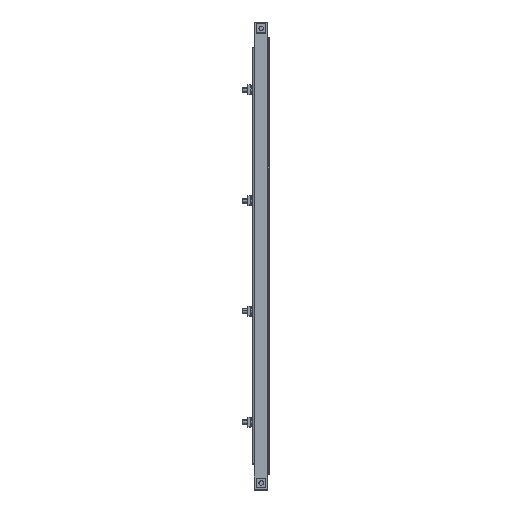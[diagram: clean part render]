
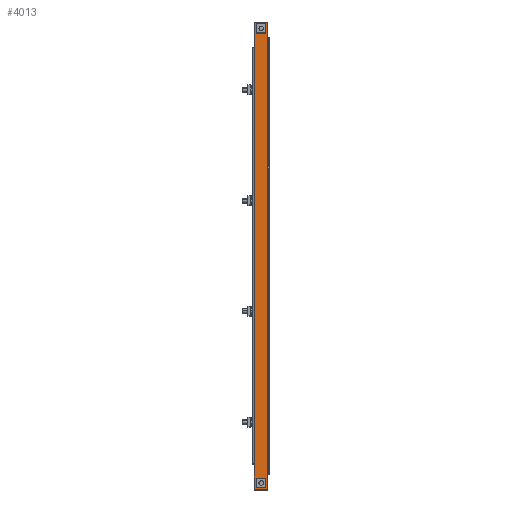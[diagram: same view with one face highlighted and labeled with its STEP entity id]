
A CAD part, top view. The second image highlights one B-rep face of the part: STEP entity #4013.
In plain terms, the highlighted face is planar.
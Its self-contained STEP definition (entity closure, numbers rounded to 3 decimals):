
#303 = EDGE_LOOP ( 'NONE', ( #595, #393, #1117, #2168 ) ) ;
#308 = CARTESIAN_POINT ( 'NONE',  ( 0., 6.25, -629.1 ) ) ;
#393 = ORIENTED_EDGE ( 'NONE', *, *, #604, .T. ) ;
#595 = ORIENTED_EDGE ( 'NONE', *, *, #1196, .T. ) ;
#604 = EDGE_CURVE ( 'NONE', #1208, #8221, #2797, .T. ) ;
#613 = CARTESIAN_POINT ( 'NONE',  ( 0., 2.5, -633. ) ) ;
#650 = CARTESIAN_POINT ( 'NONE',  ( 0., 20.5, -35. ) ) ;
#730 = CARTESIAN_POINT ( 'NONE',  ( 0., 6.25, -619.6 ) ) ;
#765 = DIRECTION ( 'NONE',  ( 0., 1., 0. ) ) ;
#770 = CARTESIAN_POINT ( 'NONE',  ( 0., 2.5, -21. ) ) ;
#772 = ORIENTED_EDGE ( 'NONE', *, *, #7957, .T. ) ;
#815 = CARTESIAN_POINT ( 'NONE',  ( 0., 0., -633. ) ) ;
#1095 = VERTEX_POINT ( 'NONE', #5674 ) ;
#1107 = CARTESIAN_POINT ( 'NONE',  ( 0., 6.25, -3.9 ) ) ;
#1117 = ORIENTED_EDGE ( 'NONE', *, *, #7131, .T. ) ;
#1196 = EDGE_CURVE ( 'NONE', #5387, #1208, #3216, .T. ) ;
#1199 = CARTESIAN_POINT ( 'NONE',  ( 0., 2.5, -633. ) ) ;
#1208 = VERTEX_POINT ( 'NONE', #5161 ) ;
#1296 = DIRECTION ( 'NONE',  ( -1., 0., 0. ) ) ;
#1350 = VERTEX_POINT ( 'NONE', #5968 ) ;
#1438 = CARTESIAN_POINT ( 'NONE',  ( 0., 15.75, -629.1 ) ) ;
#1584 = EDGE_CURVE ( 'NONE', #1095, #1350, #7163, .T. ) ;
#1763 = LINE ( 'NONE', #4508, #3993 ) ;
#1926 = VERTEX_POINT ( 'NONE', #8406 ) ;
#2061 = EDGE_CURVE ( 'NONE', #1926, #1095, #2617, .T. ) ;
#2125 = LINE ( 'NONE', #815, #5377 ) ;
#2141 = EDGE_CURVE ( 'NONE', #2248, #5375, #5508, .T. ) ;
#2168 = ORIENTED_EDGE ( 'NONE', *, *, #8293, .T. ) ;
#2186 = ORIENTED_EDGE ( 'NONE', *, *, #1584, .T. ) ;
#2231 = ORIENTED_EDGE ( 'NONE', *, *, #2141, .F. ) ;
#2248 = VERTEX_POINT ( 'NONE', #770 ) ;
#2406 = EDGE_LOOP ( 'NONE', ( #5942, #4561, #4208, #772, #2672, #7309, #2231, #5008 ) ) ;
#2407 = CARTESIAN_POINT ( 'NONE',  ( 0., 6.25, -629.1 ) ) ;
#2443 = VERTEX_POINT ( 'NONE', #730 ) ;
#2490 = VERTEX_POINT ( 'NONE', #650 ) ;
#2570 = CARTESIAN_POINT ( 'NONE',  ( 0., 15.75, -13.4 ) ) ;
#2605 = DIRECTION ( 'NONE',  ( 0., 0., -1. ) ) ;
#2613 = CARTESIAN_POINT ( 'NONE',  ( 0., 20.5, -633. ) ) ;
#2617 = LINE ( 'NONE', #2570, #5903 ) ;
#2672 = ORIENTED_EDGE ( 'NONE', *, *, #3171, .F. ) ;
#2729 = FACE_BOUND ( 'NONE', #6650, .T. ) ;
#2780 = VECTOR ( 'NONE', #4467, 1000. ) ;
#2794 = VECTOR ( 'NONE', #7079, 1000. ) ;
#2797 = LINE ( 'NONE', #1438, #8220 ) ;
#2877 = VECTOR ( 'NONE', #8093, 1000. ) ;
#3032 = DIRECTION ( 'NONE',  ( 0., 0., -1. ) ) ;
#3132 = EDGE_CURVE ( 'NONE', #4691, #5375, #1763, .T. ) ;
#3157 = CARTESIAN_POINT ( 'NONE',  ( 0., 15.75, -3.9 ) ) ;
#3171 = EDGE_CURVE ( 'NONE', #4691, #2490, #3673, .T. ) ;
#3216 = LINE ( 'NONE', #4605, #3410 ) ;
#3277 = DIRECTION ( 'NONE',  ( 0., 0., 1. ) ) ;
#3347 = CARTESIAN_POINT ( 'NONE',  ( 0., 0., 0. ) ) ;
#3385 = FACE_BOUND ( 'NONE', #303, .T. ) ;
#3410 = VECTOR ( 'NONE', #2605, 1000. ) ;
#3466 = VECTOR ( 'NONE', #7076, 1000. ) ;
#3475 = CARTESIAN_POINT ( 'NONE',  ( 0., 15.75, -3.9 ) ) ;
#3483 = DIRECTION ( 'NONE',  ( 0., 1., 0. ) ) ;
#3506 = ORIENTED_EDGE ( 'NONE', *, *, #5981, .T. ) ;
#3572 = DIRECTION ( 'NONE',  ( 0., -1., 0. ) ) ;
#3601 = LINE ( 'NONE', #3475, #6902 ) ;
#3651 = EDGE_CURVE ( 'NONE', #4828, #6575, #2125, .T. ) ;
#3673 = LINE ( 'NONE', #6476, #5781 ) ;
#3691 = ORIENTED_EDGE ( 'NONE', *, *, #2061, .T. ) ;
#3809 = CARTESIAN_POINT ( 'NONE',  ( 0., 20.5, -598. ) ) ;
#3993 = VECTOR ( 'NONE', #5154, 1000. ) ;
#4002 = CARTESIAN_POINT ( 'NONE',  ( 0., 15.75, -619.6 ) ) ;
#4013 = ADVANCED_FACE ( 'NONE', ( #2729, #3385, #6622 ), #4734, .F. ) ;
#4037 = CARTESIAN_POINT ( 'NONE',  ( 0., 2.5, -633. ) ) ;
#4208 = ORIENTED_EDGE ( 'NONE', *, *, #5222, .T. ) ;
#4292 = EDGE_CURVE ( 'NONE', #5750, #2248, #8337, .T. ) ;
#4358 = VECTOR ( 'NONE', #5011, 1000. ) ;
#4467 = DIRECTION ( 'NONE',  ( 0., 0., 1. ) ) ;
#4508 = CARTESIAN_POINT ( 'NONE',  ( 0., 0., 0. ) ) ;
#4561 = ORIENTED_EDGE ( 'NONE', *, *, #3651, .T. ) ;
#4605 = CARTESIAN_POINT ( 'NONE',  ( 0., 15.75, -629.1 ) ) ;
#4620 = LINE ( 'NONE', #613, #8205 ) ;
#4691 = VERTEX_POINT ( 'NONE', #7117 ) ;
#4734 = PLANE ( 'NONE',  #7150 ) ;
#4828 = VERTEX_POINT ( 'NONE', #5355 ) ;
#5008 = ORIENTED_EDGE ( 'NONE', *, *, #4292, .F. ) ;
#5011 = DIRECTION ( 'NONE',  ( 0., 0., 1. ) ) ;
#5105 = LINE ( 'NONE', #8326, #8027 ) ;
#5154 = DIRECTION ( 'NONE',  ( 0., -1., 0. ) ) ;
#5161 = CARTESIAN_POINT ( 'NONE',  ( 0., 15.75, -629.1 ) ) ;
#5173 = DIRECTION ( 'NONE',  ( 0., -1., 0. ) ) ;
#5185 = LINE ( 'NONE', #2407, #3466 ) ;
#5222 = EDGE_CURVE ( 'NONE', #6575, #5567, #6984, .T. ) ;
#5355 = CARTESIAN_POINT ( 'NONE',  ( 0., 2.5, -633. ) ) ;
#5375 = VERTEX_POINT ( 'NONE', #7153 ) ;
#5377 = VECTOR ( 'NONE', #3483, 1000. ) ;
#5387 = VERTEX_POINT ( 'NONE', #4002 ) ;
#5395 = EDGE_CURVE ( 'NONE', #4828, #5750, #4620, .T. ) ;
#5508 = LINE ( 'NONE', #4037, #2877 ) ;
#5567 = VERTEX_POINT ( 'NONE', #3809 ) ;
#5578 = VECTOR ( 'NONE', #5748, 1000. ) ;
#5674 = CARTESIAN_POINT ( 'NONE',  ( 0., 6.25, -13.4 ) ) ;
#5700 = LINE ( 'NONE', #3157, #2794 ) ;
#5748 = DIRECTION ( 'NONE',  ( 0., 0., 1. ) ) ;
#5750 = VERTEX_POINT ( 'NONE', #6655 ) ;
#5781 = VECTOR ( 'NONE', #3032, 1000. ) ;
#5867 = DIRECTION ( 'NONE',  ( 0., 0., 1. ) ) ;
#5903 = VECTOR ( 'NONE', #5173, 1000. ) ;
#5942 = ORIENTED_EDGE ( 'NONE', *, *, #5395, .F. ) ;
#5968 = CARTESIAN_POINT ( 'NONE',  ( 0., 6.25, -3.9 ) ) ;
#5981 = EDGE_CURVE ( 'NONE', #6890, #1926, #5700, .T. ) ;
#6443 = VECTOR ( 'NONE', #5867, 1000. ) ;
#6476 = CARTESIAN_POINT ( 'NONE',  ( 0., 20.5, 0. ) ) ;
#6575 = VERTEX_POINT ( 'NONE', #2613 ) ;
#6622 = FACE_OUTER_BOUND ( 'NONE', #2406, .T. ) ;
#6650 = EDGE_LOOP ( 'NONE', ( #8138, #3506, #3691, #2186 ) ) ;
#6655 = CARTESIAN_POINT ( 'NONE',  ( 0., 2.5, -612. ) ) ;
#6741 = EDGE_CURVE ( 'NONE', #1350, #6890, #3601, .T. ) ;
#6890 = VERTEX_POINT ( 'NONE', #6925 ) ;
#6902 = VECTOR ( 'NONE', #765, 1000. ) ;
#6925 = CARTESIAN_POINT ( 'NONE',  ( 0., 15.75, -3.9 ) ) ;
#6984 = LINE ( 'NONE', #8319, #4358 ) ;
#7076 = DIRECTION ( 'NONE',  ( 0., 0., 1. ) ) ;
#7079 = DIRECTION ( 'NONE',  ( 0., 0., -1. ) ) ;
#7117 = CARTESIAN_POINT ( 'NONE',  ( 0., 20.5, 0. ) ) ;
#7127 = CARTESIAN_POINT ( 'NONE',  ( 0., 20.5, -633. ) ) ;
#7131 = EDGE_CURVE ( 'NONE', #8221, #2443, #5185, .T. ) ;
#7150 = AXIS2_PLACEMENT_3D ( 'NONE', #3347, #1296, #7345 ) ;
#7153 = CARTESIAN_POINT ( 'NONE',  ( 0., 2.5, 0. ) ) ;
#7163 = LINE ( 'NONE', #1107, #6443 ) ;
#7309 = ORIENTED_EDGE ( 'NONE', *, *, #3132, .T. ) ;
#7345 = DIRECTION ( 'NONE',  ( 0., 0., 1. ) ) ;
#7774 = LINE ( 'NONE', #7127, #2780 ) ;
#7807 = DIRECTION ( 'NONE',  ( 0., 1., 0. ) ) ;
#7957 = EDGE_CURVE ( 'NONE', #5567, #2490, #7774, .T. ) ;
#8027 = VECTOR ( 'NONE', #7807, 1000. ) ;
#8093 = DIRECTION ( 'NONE',  ( 0., 0., 1. ) ) ;
#8138 = ORIENTED_EDGE ( 'NONE', *, *, #6741, .T. ) ;
#8205 = VECTOR ( 'NONE', #3277, 1000. ) ;
#8220 = VECTOR ( 'NONE', #3572, 1000. ) ;
#8221 = VERTEX_POINT ( 'NONE', #308 ) ;
#8293 = EDGE_CURVE ( 'NONE', #2443, #5387, #5105, .T. ) ;
#8319 = CARTESIAN_POINT ( 'NONE',  ( 0., 20.5, -633. ) ) ;
#8326 = CARTESIAN_POINT ( 'NONE',  ( 0., 15.75, -619.6 ) ) ;
#8337 = LINE ( 'NONE', #1199, #5578 ) ;
#8406 = CARTESIAN_POINT ( 'NONE',  ( 0., 15.75, -13.4 ) ) ;
